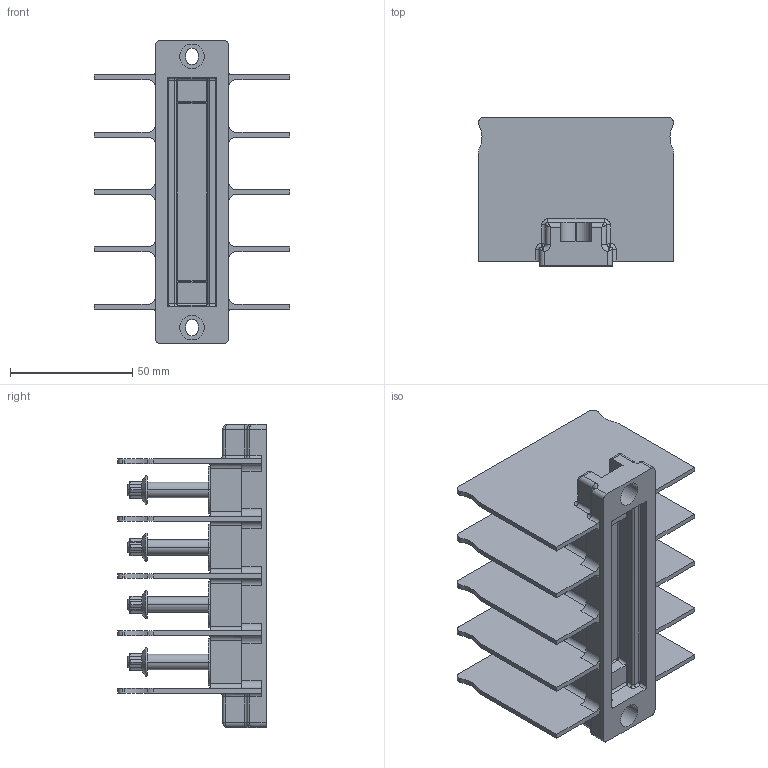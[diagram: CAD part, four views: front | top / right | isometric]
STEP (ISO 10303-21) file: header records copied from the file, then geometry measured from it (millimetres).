
FILE_DESCRIPTION((''),'2;1');
FILE_NAME('32426042001','2019-09-24T',('presta_be4'),(''),'PRO/ENGINEER BY PARAMETRIC TECHNOLOGY CORPORATION, 2014310','PRO/ENGINEER BY PARAMETRIC TECHNOLOGY CORPORATION, 2014310','');
FILE_SCHEMA(('CONFIG_CONTROL_DESIGN'));
Length unit declared in the file: millimetre
Products named in the file (1): 32426042001
Bounding box: 80 x 60.8 x 124.2 mm (x, y, z)
Volume: 99904.8 mm3; surface area: 63051.5 mm2
Topology: 1 solids, 1 shells, 527 faces, 1402 edges, 894 vertices
Faces by surface type: plane 219, cylinder 204, cone 44, bspline 40, torus 20
Entity records: 19280 total; most frequent: CARTESIAN_POINT 6671, ORIENTED_EDGE 2796, DIRECTION 2427, EDGE_CURVE 1398, AXIS2_PLACEMENT_3D 895, VERTEX_POINT 894, VECTOR 637, LINE 637
